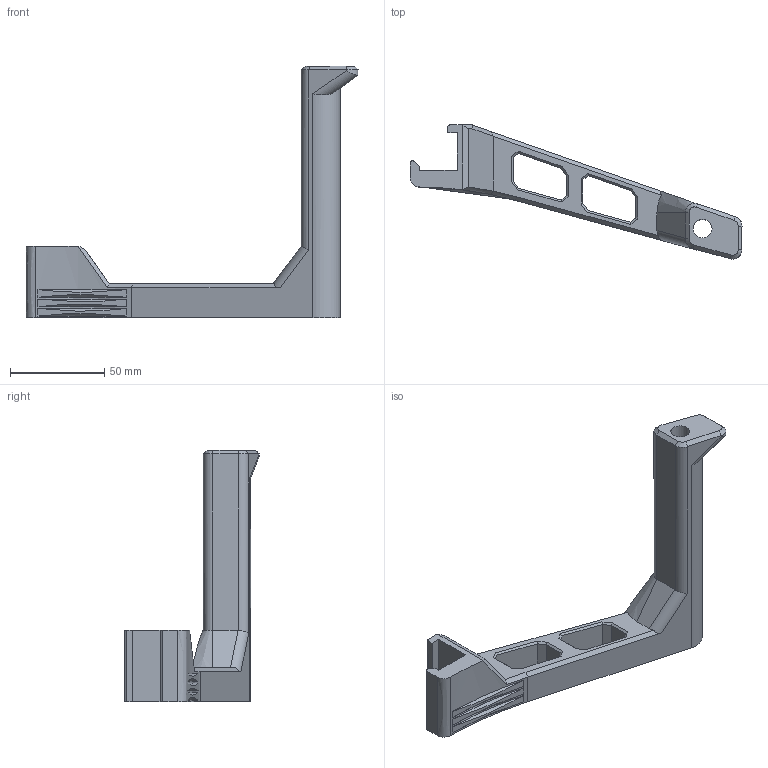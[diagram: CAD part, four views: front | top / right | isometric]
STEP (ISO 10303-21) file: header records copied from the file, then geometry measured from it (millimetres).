
FILE_DESCRIPTION(/* description */ (''),/* implementation_level */ '2;1');
FILE_NAME(/* name */ 'SPOOL_HOLDER.step',/* time_stamp */ '2021-09-09T23:46:38+02:00',/* author */ (''),/* organization */ (''),/* preprocessor_version */ 'ST-DEVELOPER v18.1',/* originating_system */ 'Autodesk Translation Framework v10.10.0.1391',/* authorisation */ '');
FILE_SCHEMA (('AUTOMOTIVE_DESIGN { 1 0 10303 214 3 1 1 }'));
Length unit declared in the file: millimetre
Products named in the file (1): SPOOL_HOLDER
Bounding box: 176.14 x 71.29 x 133.6 mm (x, y, z)
Volume: 117998.1 mm3; surface area: 33013.4 mm2
Topology: 1 solids, 1 shells, 121 faces, 320 edges, 206 vertices
Faces by surface type: plane 77, bspline 28, cylinder 13, cone 3
Full cylindrical faces by diameter (mm): 10 x1
Entity records: 4212 total; most frequent: CARTESIAN_POINT 1362, ORIENTED_EDGE 640, DIRECTION 469, EDGE_CURVE 320, LINE 225, VECTOR 225, VERTEX_POINT 206, EDGE_LOOP 132
